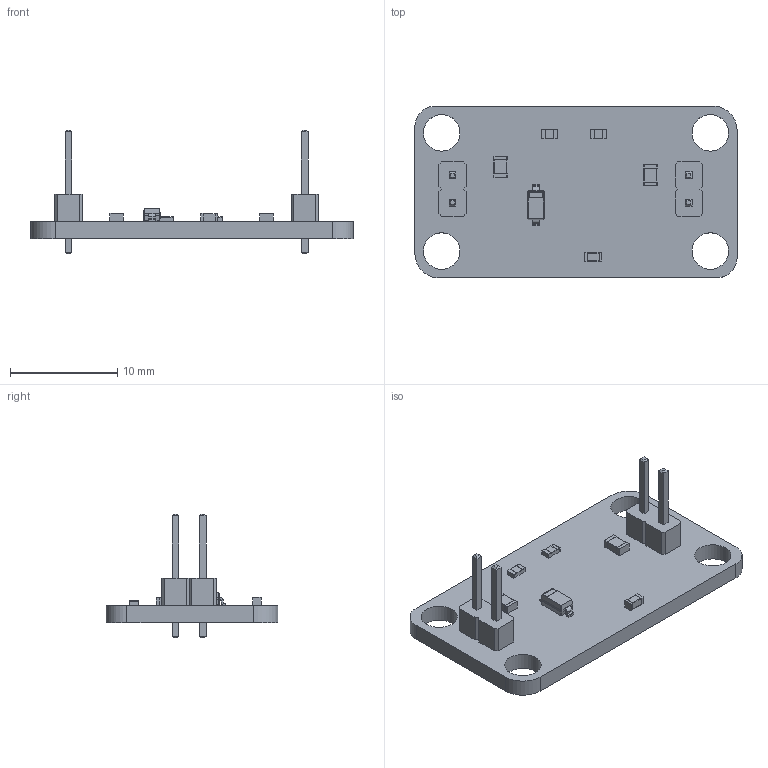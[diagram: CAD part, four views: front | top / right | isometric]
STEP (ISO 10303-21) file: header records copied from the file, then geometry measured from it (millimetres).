
FILE_DESCRIPTION(('FreeCAD Model'),'2;1');
FILE_NAME('AOZBuck1.step', '2018-04-03T23:53:29',('kicad StepUp'),('ksu MCAD'), 'Open CASCADE STEP processor 6.8','FreeCAD','Unknown');
FILE_SCHEMA(('AUTOMOTIVE_DESIGN_CC2 { 1 2 10303 214 -1 1 5 4 }'));
Length unit declared in the file: millimetre
Products named in the file (10): ASSEMBLY; Pcb; C_0603_; D_SOD_123_; Pin_Header_Straight_1x02_Pitch254mm_; Pin_Header_Straight_1x02_Pitch254mm_001; R_0603_; R_0603_001; C_0805_; C_0805_001
Assembly tree (9 placements, depth 2):
  ASSEMBLY
    Pcb
    C_0603_
    D_SOD_123_
    Pin_Header_Straight_1x02_Pitch254mm_
    Pin_Header_Straight_1x02_Pitch254mm_001
    R_0603_
    R_0603_001
    C_0805_
    C_0805_001
Bounding box: 30 x 16 x 11.54 mm (x, y, z)
Volume: 788.2 mm3; surface area: 1376.6 mm2
Topology: 9 solids, 9 shells, 329 faces, 820 edges, 524 vertices
Faces by surface type: plane 231, cylinder 72, bspline 26
Full cylindrical faces by diameter (mm): 1 x4, 3.4 x4
Entity records: 11999 total; most frequent: CARTESIAN_POINT 1793, ORIENTED_EDGE 1640, DIRECTION 1558, EDGE_CURVE 820, LINE 644, VECTOR 644, VERTEX_POINT 524, AXIS2_PLACEMENT_3D 457
